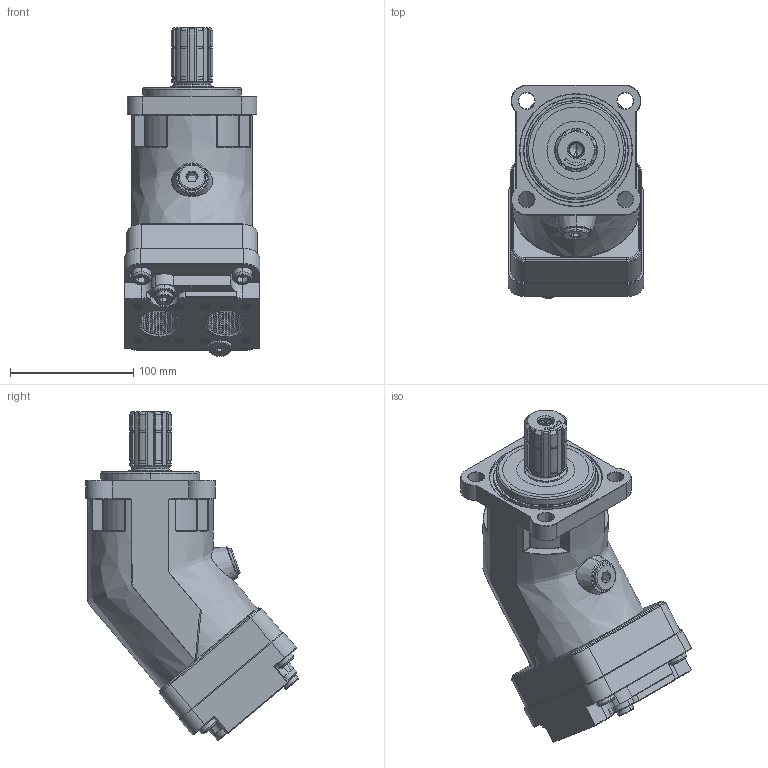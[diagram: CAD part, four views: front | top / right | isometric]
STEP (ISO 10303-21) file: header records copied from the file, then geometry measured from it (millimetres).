
FILE_DESCRIPTION (( 'STEP AP203' ), '1' );
FILE_NAME ('50-63STP.STEP', '2024-05-22T11:02:39', ( '' ), ( '' ), 'SwSTEP 2.0', 'SolidWorks 2022', '' );
FILE_SCHEMA (( 'CONFIG_CONTROL_DESIGN' ));
Products named in the file (1): 50-63STP
Bounding box: 110 x 172.47 x 266.42 mm (x, y, z)
Volume: 1921535.3 mm3; surface area: 138007.2 mm2
Topology: 1 solids, 1 shells, 1174 faces, 3054 edges, 1931 vertices
Faces by surface type: plane 459, cylinder 449, bspline 125, cone 123, torus 18
Entity records: 59390 total; most frequent: CARTESIAN_POINT 33277, ORIENTED_EDGE 6104, DIRECTION 4641, EDGE_CURVE 3052, VERTEX_POINT 1931, AXIS2_PLACEMENT_3D 1553, VECTOR 1535, LINE 1535
